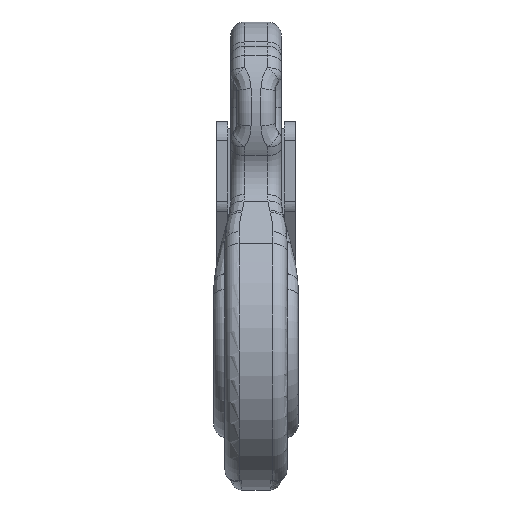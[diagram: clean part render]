
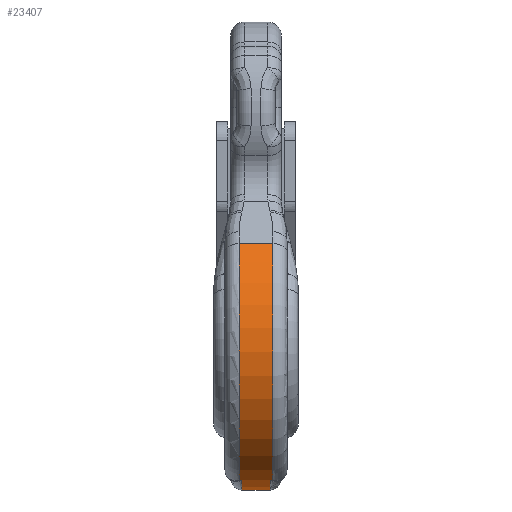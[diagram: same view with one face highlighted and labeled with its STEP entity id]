
A CAD part, front view. The second image highlights one B-rep face of the part: STEP entity #23407.
In plain terms, the highlighted cylindrical face has radius 51.55 mm (diameter 103.1 mm), a partial arc.
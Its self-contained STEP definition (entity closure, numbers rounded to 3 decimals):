
#20159=AXIS2_PLACEMENT_3D('Circle Axis2P3D',#20157,#20158,$) ;
#23348=AXIS2_PLACEMENT_3D('Cylinder Axis2P3D',#23345,#23346,#23347) ;
#23361=AXIS2_PLACEMENT_3D('Circle Axis2P3D',#23359,#23360,$) ;
#23375=AXIS2_PLACEMENT_3D('Circle Axis2P3D',#23373,#23374,$) ;
#23394=AXIS2_PLACEMENT_3D('Circle Axis2P3D',#23392,#23393,$) ;
#20157=CARTESIAN_POINT('Axis2P3D Location',(5.,-5.95,-84.2)) ;
#20161=CARTESIAN_POINT('Vertex',(5.,45.312,-89.643)) ;
#20163=CARTESIAN_POINT('Vertex',(5.,-24.631,-132.246)) ;
#23345=CARTESIAN_POINT('Axis2P3D Location',(7.5,-5.95,-84.2)) ;
#23350=CARTESIAN_POINT('Line Origine',(7.5,-42.939,-48.294)) ;
#23354=CARTESIAN_POINT('Vertex',(6.,-42.939,-48.294)) ;
#23356=CARTESIAN_POINT('Vertex',(-6.,-42.939,-48.294)) ;
#23359=CARTESIAN_POINT('Axis2P3D Location',(-6.,-5.95,-84.2)) ;
#23363=CARTESIAN_POINT('Vertex',(-6.,-24.631,-132.246)) ;
#23366=CARTESIAN_POINT('Line Origine',(7.5,-24.631,-132.246)) ;
#23370=CARTESIAN_POINT('Vertex',(-5.,-24.631,-132.246)) ;
#23373=CARTESIAN_POINT('Axis2P3D Location',(-5.,-5.95,-84.2)) ;
#23377=CARTESIAN_POINT('Vertex',(-5.,45.312,-89.643)) ;
#23380=CARTESIAN_POINT('Line Origine',(7.5,45.312,-89.643)) ;
#23385=CARTESIAN_POINT('Line Origine',(7.5,-24.631,-132.246)) ;
#23389=CARTESIAN_POINT('Vertex',(6.,-24.631,-132.246)) ;
#23392=CARTESIAN_POINT('Axis2P3D Location',(6.,-5.95,-84.2)) ;
#20158=DIRECTION('Axis2P3D Direction',(1.,0.,-0.)) ;
#23346=DIRECTION('Axis2P3D Direction',(1.,0.,0.)) ;
#23347=DIRECTION('Axis2P3D XDirection',(0.,-0.718,0.697)) ;
#23351=DIRECTION('Vector Direction',(1.,0.,0.)) ;
#23360=DIRECTION('Axis2P3D Direction',(1.,0.,0.)) ;
#23367=DIRECTION('Vector Direction',(1.,0.,0.)) ;
#23374=DIRECTION('Axis2P3D Direction',(1.,0.,0.)) ;
#23381=DIRECTION('Vector Direction',(1.,0.,0.)) ;
#23386=DIRECTION('Vector Direction',(1.,0.,0.)) ;
#23393=DIRECTION('Axis2P3D Direction',(1.,0.,0.)) ;
#23352=VECTOR('Line Direction',#23351,1.) ;
#23368=VECTOR('Line Direction',#23367,1.) ;
#23382=VECTOR('Line Direction',#23381,1.) ;
#23387=VECTOR('Line Direction',#23386,1.) ;
#23398=ORIENTED_EDGE('',*,*,#23358,.T.) ;
#23399=ORIENTED_EDGE('',*,*,#23365,.F.) ;
#23400=ORIENTED_EDGE('',*,*,#23372,.F.) ;
#23401=ORIENTED_EDGE('',*,*,#23379,.F.) ;
#23402=ORIENTED_EDGE('',*,*,#23384,.F.) ;
#23403=ORIENTED_EDGE('',*,*,#20165,.T.) ;
#23404=ORIENTED_EDGE('',*,*,#23391,.T.) ;
#23405=ORIENTED_EDGE('',*,*,#23396,.T.) ;
#23407=ADVANCED_FACE('\X2\51434EF6672C9AD4\X0\',(#23406),#23349,.T.) ;
#20160=CIRCLE('generated circle',#20159,51.55) ;
#23362=CIRCLE('generated circle',#23361,51.55) ;
#23376=CIRCLE('generated circle',#23375,51.55) ;
#23395=CIRCLE('generated circle',#23394,51.55) ;
#23349=CYLINDRICAL_SURFACE('generated cylinder',#23348,51.55) ;
#20165=EDGE_CURVE('',#20162,#20164,#20160,.F.) ;
#23358=EDGE_CURVE('',#23355,#23357,#23353,.F.) ;
#23365=EDGE_CURVE('',#23364,#23357,#23362,.F.) ;
#23372=EDGE_CURVE('',#23371,#23364,#23369,.F.) ;
#23379=EDGE_CURVE('',#23378,#23371,#23376,.F.) ;
#23384=EDGE_CURVE('',#20162,#23378,#23383,.F.) ;
#23391=EDGE_CURVE('',#20164,#23390,#23388,.T.) ;
#23396=EDGE_CURVE('',#23390,#23355,#23395,.F.) ;
#23397=EDGE_LOOP('',(#23398,#23399,#23400,#23401,#23402,#23403,#23404,#23405)) ;
#23406=FACE_OUTER_BOUND('',#23397,.T.) ;
#23353=LINE('Line',#23350,#23352) ;
#23369=LINE('Line',#23366,#23368) ;
#23383=LINE('Line',#23380,#23382) ;
#23388=LINE('Line',#23385,#23387) ;
#20162=VERTEX_POINT('',#20161) ;
#20164=VERTEX_POINT('',#20163) ;
#23355=VERTEX_POINT('',#23354) ;
#23357=VERTEX_POINT('',#23356) ;
#23364=VERTEX_POINT('',#23363) ;
#23371=VERTEX_POINT('',#23370) ;
#23378=VERTEX_POINT('',#23377) ;
#23390=VERTEX_POINT('',#23389) ;
